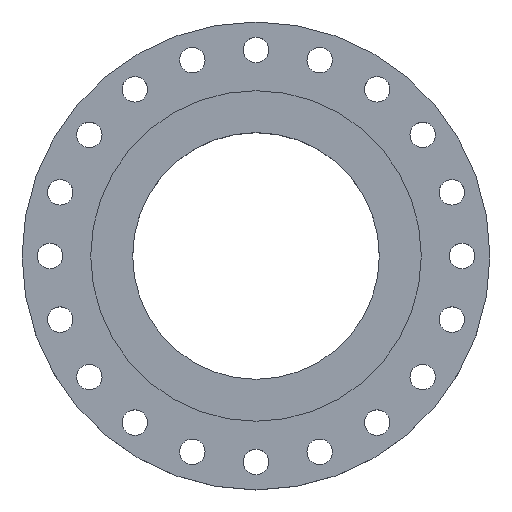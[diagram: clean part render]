
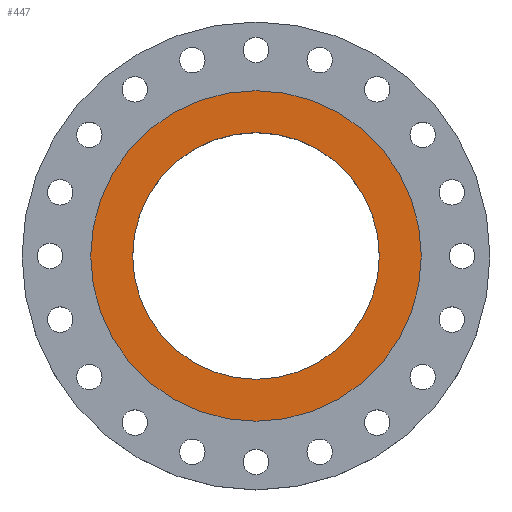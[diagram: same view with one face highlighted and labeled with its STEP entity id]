
A CAD part, top view. The second image highlights one B-rep face of the part: STEP entity #447.
In plain terms, the highlighted planar face has unit normal (0, 0, 1).
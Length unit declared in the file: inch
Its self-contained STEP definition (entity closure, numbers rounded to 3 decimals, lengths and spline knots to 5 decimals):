
#25 = DIRECTION ( 'NONE',  ( 0., 0., -1. ) ) ;
#87 = AXIS2_PLACEMENT_3D ( 'NONE', #1832, #673, #1145 ) ;
#235 = CARTESIAN_POINT ( 'NONE',  ( 6.0625, 0., 0. ) ) ;
#369 = CARTESIAN_POINT ( 'NONE',  ( -6.0625, 0., 0. ) ) ;
#374 = ORIENTED_EDGE ( 'NONE', *, *, #1337, .T. ) ;
#426 = AXIS2_PLACEMENT_3D ( 'NONE', #1204, #887, #1837 ) ;
#447 = ADVANCED_FACE ( 'NONE', ( #1336, #1136 ), #853, .F. ) ;
#472 = DIRECTION ( 'NONE',  ( 0., 0., 1. ) ) ;
#483 = AXIS2_PLACEMENT_3D ( 'NONE', #1506, #706, #1770 ) ;
#563 = AXIS2_PLACEMENT_3D ( 'NONE', #1576, #472, #2059 ) ;
#603 = CIRCLE ( 'NONE', #563, 8.125 ) ;
#608 = VERTEX_POINT ( 'NONE', #235 ) ;
#673 = DIRECTION ( 'NONE',  ( 0., 0., 1. ) ) ;
#681 = EDGE_CURVE ( 'NONE', #608, #1867, #1802, .T. ) ;
#706 = DIRECTION ( 'NONE',  ( 0., 0., 1. ) ) ;
#853 = PLANE ( 'NONE',  #1900 ) ;
#887 = DIRECTION ( 'NONE',  ( 0., 0., 1. ) ) ;
#911 = EDGE_LOOP ( 'NONE', ( #1723, #1889 ) ) ;
#960 = EDGE_CURVE ( 'NONE', #1867, #608, #986, .T. ) ;
#986 = CIRCLE ( 'NONE', #426, 6.0625 ) ;
#1015 = DIRECTION ( 'NONE',  ( -1., 0., 0. ) ) ;
#1034 = CARTESIAN_POINT ( 'NONE',  ( 8.125, 0., 0. ) ) ;
#1060 = ORIENTED_EDGE ( 'NONE', *, *, #2074, .T. ) ;
#1136 = FACE_OUTER_BOUND ( 'NONE', #1539, .T. ) ;
#1145 = DIRECTION ( 'NONE',  ( 1., 0., 0. ) ) ;
#1204 = CARTESIAN_POINT ( 'NONE',  ( 0., 0., 0. ) ) ;
#1231 = CIRCLE ( 'NONE', #87, 8.125 ) ;
#1263 = CARTESIAN_POINT ( 'NONE',  ( -8.125, 0., 0. ) ) ;
#1336 = FACE_BOUND ( 'NONE', #911, .T. ) ;
#1337 = EDGE_CURVE ( 'NONE', #2054, #2001, #1231, .T. ) ;
#1505 = CARTESIAN_POINT ( 'NONE',  ( 0., 6.0625, 0. ) ) ;
#1506 = CARTESIAN_POINT ( 'NONE',  ( 0., 0., 0. ) ) ;
#1539 = EDGE_LOOP ( 'NONE', ( #1060, #374 ) ) ;
#1576 = CARTESIAN_POINT ( 'NONE',  ( 0., 0., 0. ) ) ;
#1723 = ORIENTED_EDGE ( 'NONE', *, *, #681, .F. ) ;
#1770 = DIRECTION ( 'NONE',  ( 1., 0., 0. ) ) ;
#1802 = CIRCLE ( 'NONE', #483, 6.0625 ) ;
#1832 = CARTESIAN_POINT ( 'NONE',  ( 0., 0., 0. ) ) ;
#1837 = DIRECTION ( 'NONE',  ( 1., 0., 0. ) ) ;
#1867 = VERTEX_POINT ( 'NONE', #369 ) ;
#1889 = ORIENTED_EDGE ( 'NONE', *, *, #960, .F. ) ;
#1900 = AXIS2_PLACEMENT_3D ( 'NONE', #1505, #25, #1015 ) ;
#2001 = VERTEX_POINT ( 'NONE', #1034 ) ;
#2054 = VERTEX_POINT ( 'NONE', #1263 ) ;
#2059 = DIRECTION ( 'NONE',  ( 1., 0., 0. ) ) ;
#2074 = EDGE_CURVE ( 'NONE', #2001, #2054, #603, .T. ) ;
